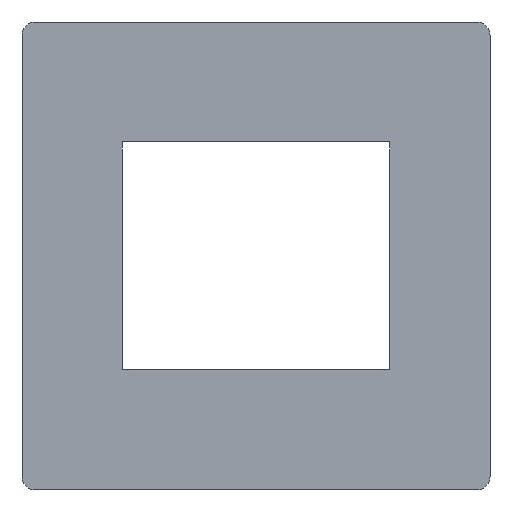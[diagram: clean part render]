
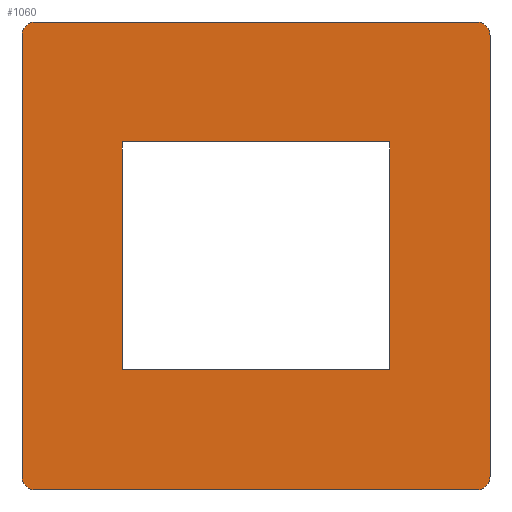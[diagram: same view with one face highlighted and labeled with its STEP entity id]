
A CAD part, front view. The second image highlights one B-rep face of the part: STEP entity #1060.
In plain terms, the highlighted planar face has unit normal (0, -1, 0).
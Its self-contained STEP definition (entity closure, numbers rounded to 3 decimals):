
#39=FACE_BOUND('',#205,.T.);
#74=PLANE('',#1195);
#129=FACE_OUTER_BOUND('',#204,.T.);
#204=EDGE_LOOP('',(#978,#979,#980,#981,#982,#983,#984,#985));
#205=EDGE_LOOP('',(#986,#987,#988,#989));
#210=LINE('',#1531,#298);
#228=LINE('',#1591,#316);
#231=LINE('',#1600,#319);
#285=LINE('',#1808,#373);
#288=LINE('',#1813,#376);
#290=LINE('',#1817,#378);
#292=LINE('',#1820,#380);
#293=LINE('',#1822,#381);
#298=VECTOR('',#1210,10.);
#316=VECTOR('',#1258,10.);
#319=VECTOR('',#1267,10.);
#373=VECTOR('',#1497,10.);
#376=VECTOR('',#1502,10.);
#378=VECTOR('',#1506,10.);
#380=VECTOR('',#1510,10.);
#381=VECTOR('',#1513,10.);
#383=CIRCLE('',#1083,2.);
#395=CIRCLE('',#1098,2.);
#396=CIRCLE('',#1101,2.);
#401=CIRCLE('',#1108,2.);
#444=VERTEX_POINT('',#1521);
#445=VERTEX_POINT('',#1523);
#447=VERTEX_POINT('',#1529);
#473=VERTEX_POINT('',#1585);
#474=VERTEX_POINT('',#1589);
#475=VERTEX_POINT('',#1593);
#476=VERTEX_POINT('',#1595);
#477=VERTEX_POINT('',#1599);
#542=VERTEX_POINT('',#1806);
#543=VERTEX_POINT('',#1807);
#544=VERTEX_POINT('',#1812);
#545=VERTEX_POINT('',#1816);
#548=EDGE_CURVE('',#444,#445,#383,.T.);
#552=EDGE_CURVE('',#447,#444,#210,.T.);
#580=EDGE_CURVE('',#473,#447,#395,.T.);
#582=EDGE_CURVE('',#474,#473,#228,.T.);
#584=EDGE_CURVE('',#475,#476,#396,.T.);
#586=EDGE_CURVE('',#476,#477,#231,.T.);
#596=EDGE_CURVE('',#477,#474,#401,.T.);
#685=EDGE_CURVE('',#542,#543,#285,.T.);
#688=EDGE_CURVE('',#544,#542,#288,.T.);
#690=EDGE_CURVE('',#545,#544,#290,.T.);
#692=EDGE_CURVE('',#543,#545,#292,.T.);
#693=EDGE_CURVE('',#445,#475,#293,.T.);
#978=ORIENTED_EDGE('',*,*,#548,.F.);
#979=ORIENTED_EDGE('',*,*,#552,.F.);
#980=ORIENTED_EDGE('',*,*,#580,.F.);
#981=ORIENTED_EDGE('',*,*,#582,.F.);
#982=ORIENTED_EDGE('',*,*,#596,.F.);
#983=ORIENTED_EDGE('',*,*,#586,.F.);
#984=ORIENTED_EDGE('',*,*,#584,.F.);
#985=ORIENTED_EDGE('',*,*,#693,.F.);
#986=ORIENTED_EDGE('',*,*,#685,.T.);
#987=ORIENTED_EDGE('',*,*,#692,.T.);
#988=ORIENTED_EDGE('',*,*,#690,.T.);
#989=ORIENTED_EDGE('',*,*,#688,.T.);
#1060=ADVANCED_FACE('',(#129,#39),#74,.T.);
#1083=AXIS2_PLACEMENT_3D('',#1524,#1203,#1204);
#1098=AXIS2_PLACEMENT_3D('',#1587,#1253,#1254);
#1101=AXIS2_PLACEMENT_3D('',#1596,#1262,#1263);
#1108=AXIS2_PLACEMENT_3D('',#1619,#1283,#1284);
#1195=AXIS2_PLACEMENT_3D('',#1823,#1514,#1515);
#1203=DIRECTION('center_axis',(0.,1.,0.));
#1204=DIRECTION('ref_axis',(-0.707,0.,0.707));
#1210=DIRECTION('',(0.,0.,1.));
#1253=DIRECTION('center_axis',(0.,1.,0.));
#1254=DIRECTION('ref_axis',(-0.707,0.,-0.707));
#1258=DIRECTION('',(-1.,0.,0.));
#1262=DIRECTION('center_axis',(0.,1.,0.));
#1263=DIRECTION('ref_axis',(0.707,0.,0.707));
#1267=DIRECTION('',(0.,0.,-1.));
#1283=DIRECTION('center_axis',(0.,1.,0.));
#1284=DIRECTION('ref_axis',(0.707,0.,-0.707));
#1497=DIRECTION('',(-1.,0.,0.));
#1502=DIRECTION('',(0.,0.,-1.));
#1506=DIRECTION('',(1.,0.,0.));
#1510=DIRECTION('',(0.,0.,1.));
#1513=DIRECTION('',(1.,0.,0.));
#1514=DIRECTION('center_axis',(0.,-1.,0.));
#1515=DIRECTION('ref_axis',(0.,0.,-1.));
#1521=CARTESIAN_POINT('',(0.,0.,-2.));
#1523=CARTESIAN_POINT('',(2.,0.,0.));
#1524=CARTESIAN_POINT('Origin',(2.,0.,-2.));
#1529=CARTESIAN_POINT('',(0.,0.,-68.));
#1531=CARTESIAN_POINT('',(0.,0.,-70.));
#1585=CARTESIAN_POINT('',(2.,0.,-70.));
#1587=CARTESIAN_POINT('Origin',(2.,0.,-68.));
#1589=CARTESIAN_POINT('',(68.,0.,-70.));
#1591=CARTESIAN_POINT('',(70.,0.,-70.));
#1593=CARTESIAN_POINT('',(68.,0.,0.));
#1595=CARTESIAN_POINT('',(70.,0.,-2.));
#1596=CARTESIAN_POINT('Origin',(68.,0.,-2.));
#1599=CARTESIAN_POINT('',(70.,0.,-68.));
#1600=CARTESIAN_POINT('',(70.,0.,0.));
#1619=CARTESIAN_POINT('Origin',(68.,0.,-68.));
#1806=CARTESIAN_POINT('',(55.03,0.,-51.947));
#1807=CARTESIAN_POINT('',(15.03,0.,-51.947));
#1808=CARTESIAN_POINT('',(45.015,0.,-51.947));
#1812=CARTESIAN_POINT('',(55.03,0.,-17.947));
#1813=CARTESIAN_POINT('',(55.03,0.,-26.474));
#1816=CARTESIAN_POINT('',(15.03,0.,-17.947));
#1817=CARTESIAN_POINT('',(25.015,0.,-17.947));
#1820=CARTESIAN_POINT('',(15.03,0.,-43.474));
#1822=CARTESIAN_POINT('',(0.,0.,0.));
#1823=CARTESIAN_POINT('Origin',(35.,0.,-35.));
